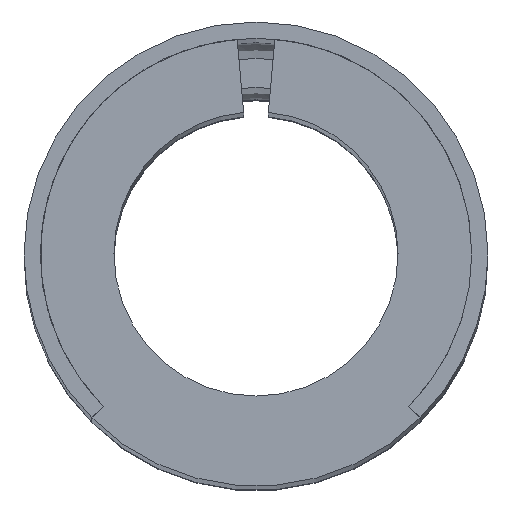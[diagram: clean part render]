
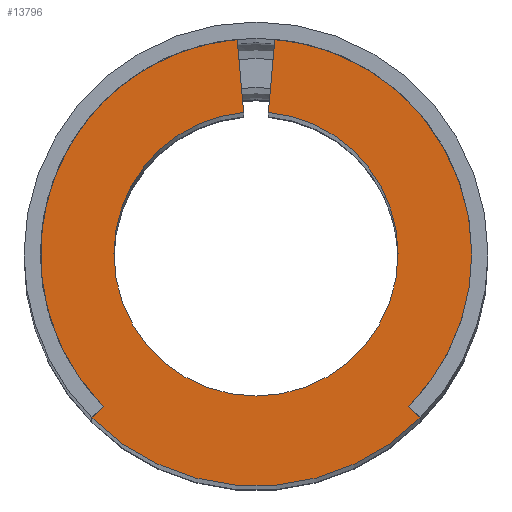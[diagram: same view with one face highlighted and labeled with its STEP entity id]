
A CAD part, top view. The second image highlights one B-rep face of the part: STEP entity #13796.
In plain terms, the highlighted planar face has unit normal (0, 0, 1).
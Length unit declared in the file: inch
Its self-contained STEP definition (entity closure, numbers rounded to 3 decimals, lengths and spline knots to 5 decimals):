
#63 = DIRECTION ( 'NONE',  ( 1., 0., 0. ) ) ;
#168 = DIRECTION ( 'NONE',  ( -0.087, 0.996, 0. ) ) ;
#219 = CIRCLE ( 'NONE', #8329, 0.15551 ) ;
#344 = ORIENTED_EDGE ( 'NONE', *, *, #3628, .T. ) ;
#937 = LINE ( 'NONE', #7688, #6696 ) ;
#1030 = VERTEX_POINT ( 'NONE', #12757 ) ;
#1109 = VERTEX_POINT ( 'NONE', #7691 ) ;
#1122 = CARTESIAN_POINT ( 'NONE',  ( -0.0163, 0.18632, 3.06102 ) ) ;
#1235 = VERTEX_POINT ( 'NONE', #1713 ) ;
#1299 = LINE ( 'NONE', #8986, #8171 ) ;
#1397 = ORIENTED_EDGE ( 'NONE', *, *, #8529, .T. ) ;
#1406 = CARTESIAN_POINT ( 'NONE',  ( 0., 0., 3.06102 ) ) ;
#1542 = DIRECTION ( 'NONE',  ( 0., 0., 1. ) ) ;
#1713 = CARTESIAN_POINT ( 'NONE',  ( 0.01355, 0.15492, 3.06102 ) ) ;
#1779 = ORIENTED_EDGE ( 'NONE', *, *, #8699, .T. ) ;
#2107 = EDGE_CURVE ( 'NONE', #1030, #11176, #1299, .T. ) ;
#2109 = AXIS2_PLACEMENT_3D ( 'NONE', #2495, #1542, #11327 ) ;
#2368 = CARTESIAN_POINT ( 'NONE',  ( -0.17956, -0.17956, 3.06102 ) ) ;
#2468 = CIRCLE ( 'NONE', #14045, 0.23622 ) ;
#2495 = CARTESIAN_POINT ( 'NONE',  ( -0.01355, 0.15492, 3.06102 ) ) ;
#3449 = AXIS2_PLACEMENT_3D ( 'NONE', #5175, #5245, #9426 ) ;
#3628 = EDGE_CURVE ( 'NONE', #7295, #8850, #13223, .T. ) ;
#3686 = DIRECTION ( 'NONE',  ( 0., 0., 1. ) ) ;
#3981 = ORIENTED_EDGE ( 'NONE', *, *, #7547, .F. ) ;
#4169 = AXIS2_PLACEMENT_3D ( 'NONE', #10071, #13182, #63 ) ;
#4628 = AXIS2_PLACEMENT_3D ( 'NONE', #13750, #3686, #11010 ) ;
#4721 = DIRECTION ( 'NONE',  ( 0., 0., -1. ) ) ;
#4811 = AXIS2_PLACEMENT_3D ( 'NONE', #1406, #13510, #5772 ) ;
#4902 = EDGE_CURVE ( 'NONE', #11176, #1109, #7581, .T. ) ;
#5088 = DIRECTION ( 'NONE',  ( 1., 0., 0. ) ) ;
#5175 = CARTESIAN_POINT ( 'NONE',  ( 0., 0., 3.06102 ) ) ;
#5245 = DIRECTION ( 'NONE',  ( 0., 0., -1. ) ) ;
#5360 = CARTESIAN_POINT ( 'NONE',  ( 0.02059, 0.23532, 3.06102 ) ) ;
#5379 = DIRECTION ( 'NONE',  ( 0.707, -0.707, 0. ) ) ;
#5597 = DIRECTION ( 'NONE',  ( 1., 0., 0. ) ) ;
#5606 = CARTESIAN_POINT ( 'NONE',  ( -0.15551, 0., 3.06102 ) ) ;
#5772 = DIRECTION ( 'NONE',  ( 1., 0., 0. ) ) ;
#6454 = EDGE_CURVE ( 'NONE', #7664, #6636, #9683, .T. ) ;
#6564 = EDGE_CURVE ( 'NONE', #13612, #14060, #8779, .T. ) ;
#6636 = VERTEX_POINT ( 'NONE', #5606 ) ;
#6696 = VECTOR ( 'NONE', #5379, 39.37008 ) ;
#6743 = CARTESIAN_POINT ( 'NONE',  ( 0.16703, -0.16703, 3.06102 ) ) ;
#6831 = CARTESIAN_POINT ( 'NONE',  ( 0.15551, 0., 3.06102 ) ) ;
#7295 = VERTEX_POINT ( 'NONE', #9206 ) ;
#7516 = ORIENTED_EDGE ( 'NONE', *, *, #6454, .T. ) ;
#7547 = EDGE_CURVE ( 'NONE', #10451, #1109, #937, .T. ) ;
#7581 = CIRCLE ( 'NONE', #4811, 0.25394 ) ;
#7664 = VERTEX_POINT ( 'NONE', #6831 ) ;
#7688 = CARTESIAN_POINT ( 'NONE',  ( 0.14759, -0.14759, 3.06102 ) ) ;
#7691 = CARTESIAN_POINT ( 'NONE',  ( 0.17956, -0.17956, 3.06102 ) ) ;
#8171 = VECTOR ( 'NONE', #8847, 39.37008 ) ;
#8329 = AXIS2_PLACEMENT_3D ( 'NONE', #10134, #4721, #5597 ) ;
#8529 = EDGE_CURVE ( 'NONE', #6636, #7295, #12712, .T. ) ;
#8699 = EDGE_CURVE ( 'NONE', #8850, #1030, #11547, .T. ) ;
#8779 = CIRCLE ( 'NONE', #4628, 0.23622 ) ;
#8847 = DIRECTION ( 'NONE',  ( -0.707, -0.707, 0. ) ) ;
#8850 = VERTEX_POINT ( 'NONE', #12076 ) ;
#8986 = CARTESIAN_POINT ( 'NONE',  ( -0.14759, -0.14759, 3.06102 ) ) ;
#9206 = CARTESIAN_POINT ( 'NONE',  ( -0.01355, 0.15492, 3.06102 ) ) ;
#9280 = EDGE_CURVE ( 'NONE', #10451, #13612, #2468, .T. ) ;
#9409 = CARTESIAN_POINT ( 'NONE',  ( 0., 0., 3.06102 ) ) ;
#9426 = DIRECTION ( 'NONE',  ( 1., 0., 0. ) ) ;
#9677 = DIRECTION ( 'NONE',  ( 0., 0., 1. ) ) ;
#9683 = CIRCLE ( 'NONE', #3449, 0.15551 ) ;
#9747 = DIRECTION ( 'NONE',  ( 1., 0., 0. ) ) ;
#9888 = CARTESIAN_POINT ( 'NONE',  ( 0., 0., 3.06102 ) ) ;
#10071 = CARTESIAN_POINT ( 'NONE',  ( 0., 0., 3.06102 ) ) ;
#10134 = CARTESIAN_POINT ( 'NONE',  ( 0., 0., 3.06102 ) ) ;
#10173 = FACE_OUTER_BOUND ( 'NONE', #13275, .T. ) ;
#10291 = ORIENTED_EDGE ( 'NONE', *, *, #9280, .T. ) ;
#10359 = LINE ( 'NONE', #5360, #11065 ) ;
#10451 = VERTEX_POINT ( 'NONE', #6743 ) ;
#10507 = DIRECTION ( 'NONE',  ( -0.087, -0.996, 0. ) ) ;
#11003 = VECTOR ( 'NONE', #168, 39.37008 ) ;
#11010 = DIRECTION ( 'NONE',  ( 1., 0., 0. ) ) ;
#11065 = VECTOR ( 'NONE', #10507, 39.37008 ) ;
#11176 = VERTEX_POINT ( 'NONE', #2368 ) ;
#11179 = ORIENTED_EDGE ( 'NONE', *, *, #13007, .T. ) ;
#11251 = PLANE ( 'NONE',  #2109 ) ;
#11327 = DIRECTION ( 'NONE',  ( 1., 0., 0. ) ) ;
#11454 = ORIENTED_EDGE ( 'NONE', *, *, #11727, .T. ) ;
#11547 = CIRCLE ( 'NONE', #11781, 0.23622 ) ;
#11727 = EDGE_CURVE ( 'NONE', #14060, #1235, #10359, .T. ) ;
#11781 = AXIS2_PLACEMENT_3D ( 'NONE', #9409, #13838, #5088 ) ;
#12076 = CARTESIAN_POINT ( 'NONE',  ( -0.02059, 0.23532, 3.06102 ) ) ;
#12712 = CIRCLE ( 'NONE', #4169, 0.15551 ) ;
#12757 = CARTESIAN_POINT ( 'NONE',  ( -0.16703, -0.16703, 3.06102 ) ) ;
#12821 = ORIENTED_EDGE ( 'NONE', *, *, #4902, .T. ) ;
#13004 = CARTESIAN_POINT ( 'NONE',  ( 0.23622, 0., 3.06102 ) ) ;
#13007 = EDGE_CURVE ( 'NONE', #1235, #7664, #219, .T. ) ;
#13182 = DIRECTION ( 'NONE',  ( 0., 0., -1. ) ) ;
#13223 = LINE ( 'NONE', #1122, #11003 ) ;
#13275 = EDGE_LOOP ( 'NONE', ( #11454, #11179, #7516, #1397, #344, #1779, #13937, #12821, #3981, #10291, #13295 ) ) ;
#13295 = ORIENTED_EDGE ( 'NONE', *, *, #6564, .T. ) ;
#13510 = DIRECTION ( 'NONE',  ( 0., 0., 1. ) ) ;
#13612 = VERTEX_POINT ( 'NONE', #13004 ) ;
#13618 = CARTESIAN_POINT ( 'NONE',  ( 0.02059, 0.23532, 3.06102 ) ) ;
#13750 = CARTESIAN_POINT ( 'NONE',  ( 0., 0., 3.06102 ) ) ;
#13796 = ADVANCED_FACE ( 'NONE', ( #10173 ), #11251, .T. ) ;
#13838 = DIRECTION ( 'NONE',  ( 0., 0., 1. ) ) ;
#13937 = ORIENTED_EDGE ( 'NONE', *, *, #2107, .T. ) ;
#14045 = AXIS2_PLACEMENT_3D ( 'NONE', #9888, #9677, #9747 ) ;
#14060 = VERTEX_POINT ( 'NONE', #13618 ) ;
